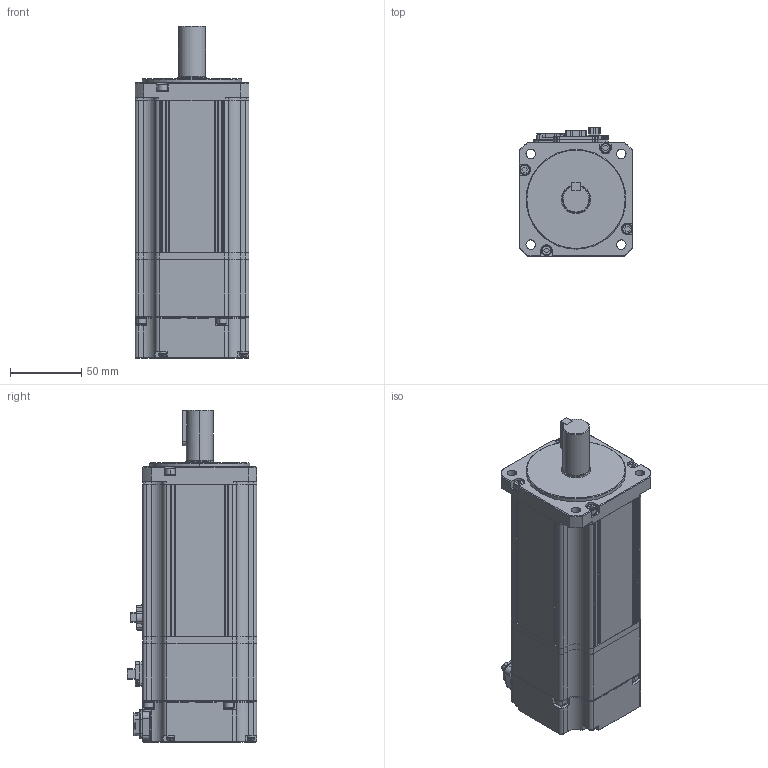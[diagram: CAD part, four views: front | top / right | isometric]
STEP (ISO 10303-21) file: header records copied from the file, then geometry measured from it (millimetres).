
FILE_DESCRIPTION (( 'STEP AP214' ), '1' );
FILE_NAME ('APMC-FCL10AMK2, FCL07DMK2(Ver.1.1).STEP', '2020-10-14T03:05:46', ( '' ), ( '' ), 'SwSTEP 2.0', 'SolidWorks 2020', '' );
FILE_SCHEMA (( 'AUTOMOTIVE_DESIGN' ));
Length unit declared in the file: millimetre
Products named in the file (1): APMC-FCL10AMK2, FCL07DMK2(Ver.1.1)
Bounding box: 80 x 90.8 x 233 mm (x, y, z)
Volume: 1104917 mm3; surface area: 155263.2 mm2
Topology: 50 solids, 50 shells, 2069 faces, 5381 edges, 3503 vertices
Faces by surface type: plane 1307, cylinder 549, bspline 101, cone 88, torus 24
Entity records: 90535 total; most frequent: CARTESIAN_POINT 16429, ORIENTED_EDGE 10758, DIRECTION 10107, EDGE_CURVE 5379, VECTOR 3725, LINE 3725, VERTEX_POINT 3503, AXIS2_PLACEMENT_3D 3191
